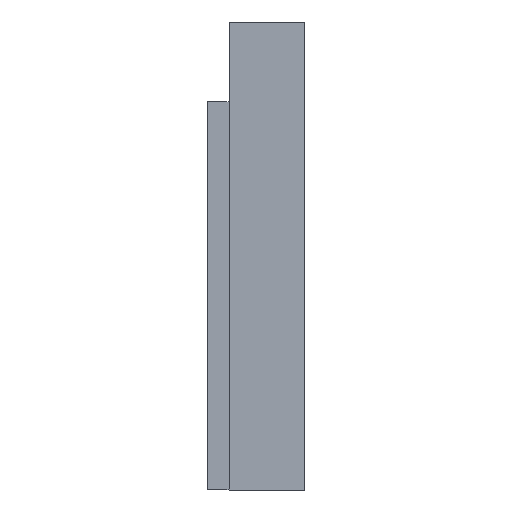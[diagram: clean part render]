
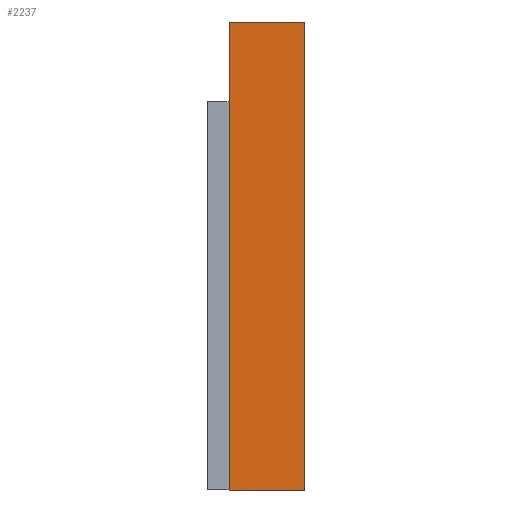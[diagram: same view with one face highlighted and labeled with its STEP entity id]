
A CAD part, left-side view. The second image highlights one B-rep face of the part: STEP entity #2237.
In plain terms, the highlighted planar face has unit normal (-1, 0, 0).
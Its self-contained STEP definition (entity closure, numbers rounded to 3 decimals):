
#193=LINE('',#3552,#349);
#200=LINE('',#3583,#356);
#214=LINE('',#3744,#370);
#215=LINE('',#3745,#371);
#349=VECTOR('',#2893,10.);
#356=VECTOR('',#2926,10.);
#370=VECTOR('',#3100,10.);
#371=VECTOR('',#3101,10.);
#615=FACE_OUTER_BOUND('',#858,.T.);
#858=EDGE_LOOP('',(#1970,#1971,#1972,#1973));
#1150=VERTEX_POINT('',#3549);
#1151=VERTEX_POINT('',#3551);
#1162=VERTEX_POINT('',#3581);
#1229=VERTEX_POINT('',#3743);
#1395=EDGE_CURVE('',#1150,#1151,#193,.T.);
#1410=EDGE_CURVE('',#1162,#1150,#200,.T.);
#1490=EDGE_CURVE('',#1229,#1162,#214,.T.);
#1491=EDGE_CURVE('',#1151,#1229,#215,.T.);
#1970=ORIENTED_EDGE('',*,*,#1490,.F.);
#1971=ORIENTED_EDGE('',*,*,#1491,.F.);
#1972=ORIENTED_EDGE('',*,*,#1395,.F.);
#1973=ORIENTED_EDGE('',*,*,#1410,.F.);
#2157=PLANE('',#2505);
#2237=ADVANCED_FACE('',(#615),#2157,.T.);
#2505=AXIS2_PLACEMENT_3D('',#3742,#3098,#3099);
#2893=DIRECTION('',(0.,1.,0.));
#2926=DIRECTION('',(0.,0.,-1.));
#3098=DIRECTION('center_axis',(-1.,0.,0.));
#3099=DIRECTION('ref_axis',(0.,0.,
1.));
#3100=DIRECTION('',(0.,-1.,0.));
#3101=DIRECTION('',(0.,0.,1.));
#3549=CARTESIAN_POINT('',(-62.799,-9.86,-43.904));
#3551=CARTESIAN_POINT('',(-62.799,4.24,-43.904));
#3552=CARTESIAN_POINT('',(-62.799,-2.86,-43.904));
#3581=CARTESIAN_POINT('',(-62.799,-9.86,43.996));
#3583=CARTESIAN_POINT('',(-62.799,-9.86,-21.929));
#3742=CARTESIAN_POINT('Origin',(-62.799,-2.86,-43.904));
#3743=CARTESIAN_POINT('',(-62.799,4.24,43.996));
#3744=CARTESIAN_POINT('',(-62.799,-5.86,43.996));
#3745=CARTESIAN_POINT('',(-62.799,4.24,-43.904));
